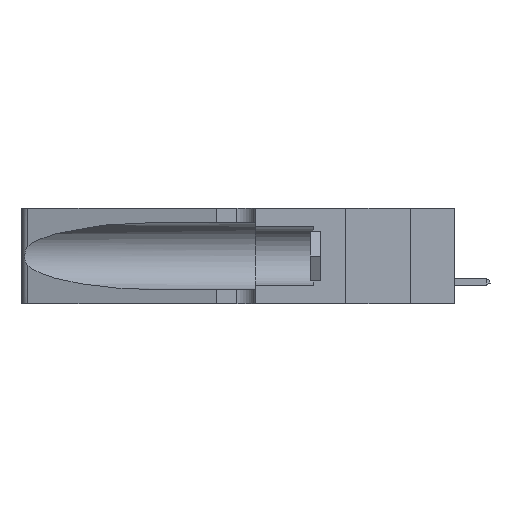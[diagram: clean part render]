
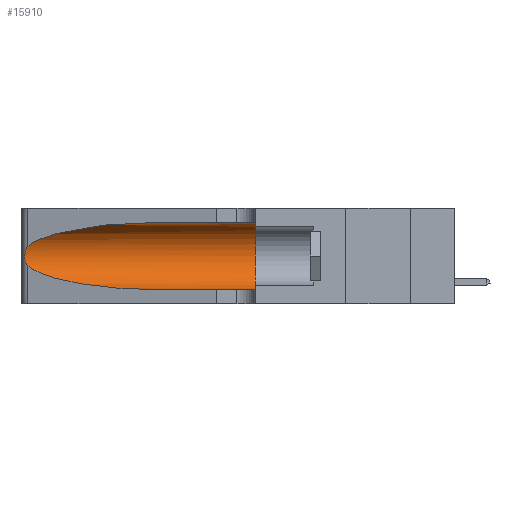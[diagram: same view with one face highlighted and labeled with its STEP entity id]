
A CAD part, left-side view. The second image highlights one B-rep face of the part: STEP entity #15910.
In plain terms, the highlighted cylindrical face has radius 3.308 mm (diameter 6.617 mm), a partial arc.
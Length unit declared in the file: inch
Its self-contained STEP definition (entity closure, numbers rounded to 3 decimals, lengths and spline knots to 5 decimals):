
#654 = EDGE_CURVE ( 'NONE', #22194, #10584, #27608, .T. ) ;
#1131 = CARTESIAN_POINT ( 'NONE',  ( 0.25856, 1.23593, 0.16098 ) ) ;
#1886 = ORIENTED_EDGE ( 'NONE', *, *, #9095, .T. ) ;
#2051 = CARTESIAN_POINT ( 'NONE',  ( 0.2373, 1.15595, 0.28018 ) ) ;
#2682 = DIRECTION ( 'NONE',  ( 0., -1., 0. ) ) ;
#3177 = CIRCLE ( 'NONE', #17259, 0.13025 ) ;
#3293 = CARTESIAN_POINT ( 'NONE',  ( 0.26075, 1.23896, 0.178 ) ) ;
#3446 = DIRECTION ( 'NONE',  ( 0., -1., 0. ) ) ;
#3562 = CARTESIAN_POINT ( 'NONE',  ( 0.26075, 1.23896, 0.19203 ) ) ;
#4027 = ORIENTED_EDGE ( 'NONE', *, *, #6585, .F. ) ;
#4119 = VERTEX_POINT ( 'NONE', #17629 ) ;
#4306 = CARTESIAN_POINT ( 'NONE',  ( 0.25487, 1.22718, 0.22369 ) ) ;
#4396 = DIRECTION ( 'NONE',  ( 0., 1., 0. ) ) ;
#4699 = VERTEX_POINT ( 'NONE', #26554 ) ;
#6585 = EDGE_CURVE ( 'NONE', #22414, #10584, #3177, .T. ) ;
#7052 = CARTESIAN_POINT ( 'NONE',  ( 0.18966, 0.96281, 0.05475 ) ) ;
#7652 = CARTESIAN_POINT ( 'NONE',  ( 0.25487, 1.22718, 0.14631 ) ) ;
#7739 = CARTESIAN_POINT ( 'NONE',  ( 0.25787, 1.23484, 0.2124 ) ) ;
#7830 = CARTESIAN_POINT ( 'NONE',  ( 0.25487, 1.22718, 0.22369 ) ) ;
#8183 = VECTOR ( 'NONE', #3446, 39.37008 ) ;
#8394 = CARTESIAN_POINT ( 'NONE',  ( 0.18966, 0.96281, 0.31525 ) ) ;
#8938 = CARTESIAN_POINT ( 'NONE',  ( 0.1305, 0.72297, 0.05475 ) ) ;
#9041 = CARTESIAN_POINT ( 'NONE',  ( 0.25487, 1.22718, 0.14631 ) ) ;
#9095 = EDGE_CURVE ( 'NONE', #4119, #17761, #24742, .T. ) ;
#9908 = CARTESIAN_POINT ( 'NONE',  ( 0.25639, 1.23186, 0.15144 ) ) ;
#10584 = VERTEX_POINT ( 'NONE', #25232 ) ;
#11173 = CARTESIAN_POINT ( 'NONE',  ( 0.1305, 0.72297, 0.05475 ) ) ;
#12138 = CARTESIAN_POINT ( 'NONE',  ( 0.26018, 1.23835, 0.19895 ) ) ;
#12232 = CARTESIAN_POINT ( 'NONE',  ( 0.25639, 1.23184, 0.21858 ) ) ;
#13315 = CARTESIAN_POINT ( 'NONE',  ( 0.1305, 1.61858, 0.185 ) ) ;
#14006 = CARTESIAN_POINT ( 'NONE',  ( 0.25854, 1.2359, 0.20912 ) ) ;
#14741 = EDGE_LOOP ( 'NONE', ( #21163, #1886, #19957, #16972, #4027, #23683 ) ) ;
#15553 = CARTESIAN_POINT ( 'NONE',  ( 0.1305, 1.61858, 0.05475 ) ) ;
#15910 = ADVANCED_FACE ( 'NONE', ( #25585 ), #24587, .F. ) ;
#16177 = CARTESIAN_POINT ( 'NONE',  ( 0.25789, 1.23486, 0.15765 ) ) ;
#16230 = LINE ( 'NONE', #18582, #8183 ) ;
#16890 = CARTESIAN_POINT ( 'NONE',  ( 0.1305, 0.72297, 0.31525 ) ) ;
#16972 = ORIENTED_EDGE ( 'NONE', *, *, #654, .T. ) ;
#17254 = CARTESIAN_POINT ( 'NONE',  ( 0.1305, 0.35, 0.185 ) ) ;
#17259 = AXIS2_PLACEMENT_3D ( 'NONE', #17254, #4396, #19391 ) ;
#17433 = DIRECTION ( 'NONE',  ( 0., 0., -1. ) ) ;
#17629 = CARTESIAN_POINT ( 'NONE',  ( 0.25487, 1.22718, 0.22369 ) ) ;
#17761 = VERTEX_POINT ( 'NONE', #17791 ) ;
#17791 = CARTESIAN_POINT ( 'NONE',  ( 0.25487, 1.22718, 0.14631 ) ) ;
#18326 = CARTESIAN_POINT ( 'NONE',  ( 0.25555, 1.22993, 0.14849 ) ) ;
#18582 = CARTESIAN_POINT ( 'NONE',  ( 0.1305, 1.61858, 0.31525 ) ) ;
#18872 = EDGE_CURVE ( 'NONE', #4699, #4119, #22687, .T. ) ;
#19391 = DIRECTION ( 'NONE',  ( 0., 0., 1. ) ) ;
#19568 = CARTESIAN_POINT ( 'NONE',  ( 0.2373, 1.15595, 0.08982 ) ) ;
#19930 = DIRECTION ( 'NONE',  ( 0., -1., 0. ) ) ;
#19957 = ORIENTED_EDGE ( 'NONE', *, *, #24214, .T. ) ;
#20433 = AXIS2_PLACEMENT_3D ( 'NONE', #13315, #19930, #17433 ) ;
#20531 = CARTESIAN_POINT ( 'NONE',  ( 0.25555, 1.22994, 0.2215 ) ) ;
#20616 = CARTESIAN_POINT ( 'NONE',  ( 0.26017, 1.23833, 0.17102 ) ) ;
#21163 = ORIENTED_EDGE ( 'NONE', *, *, #18872, .T. ) ;
#21267 = VECTOR ( 'NONE', #2682, 39.37008 ) ;
#22194 = VERTEX_POINT ( 'NONE', #8938 ) ;
#22414 = VERTEX_POINT ( 'NONE', #24755 ) ;
#22687 =( BOUNDED_CURVE ( )  B_SPLINE_CURVE ( 3, ( #16890, #8394, #2051, #4306 ),
 .UNSPECIFIED., .F., .F. ) 
 B_SPLINE_CURVE_WITH_KNOTS ( ( 4, 4 ),
 ( 1.5708, 2.84003 ),
 .UNSPECIFIED. ) 
 CURVE ( )  GEOMETRIC_REPRESENTATION_ITEM ( )  RATIONAL_B_SPLINE_CURVE ( ( 1., 0.87, 0.87, 1. ) ) 
 REPRESENTATION_ITEM ( '' )  );
#23021 = EDGE_CURVE ( 'NONE', #4699, #22414, #16230, .T. ) ;
#23683 = ORIENTED_EDGE ( 'NONE', *, *, #23021, .F. ) ;
#23865 =( BOUNDED_CURVE ( )  B_SPLINE_CURVE ( 3, ( #9041, #19568, #7052, #11173 ),
 .UNSPECIFIED., .F., .F. ) 
 B_SPLINE_CURVE_WITH_KNOTS ( ( 4, 4 ),
 ( 3.44316, 4.71239 ),
 .UNSPECIFIED. ) 
 CURVE ( )  GEOMETRIC_REPRESENTATION_ITEM ( )  RATIONAL_B_SPLINE_CURVE ( ( 1., 0.87, 0.87, 1. ) ) 
 REPRESENTATION_ITEM ( '' )  );
#24214 = EDGE_CURVE ( 'NONE', #17761, #22194, #23865, .T. ) ;
#24587 = CYLINDRICAL_SURFACE ( 'NONE', #20433, 0.13025 ) ;
#24742 = B_SPLINE_CURVE_WITH_KNOTS ( 'NONE', 3,
 ( #7830, #20531, #12232, #7739, #14006, #12138, #3562, #3293, #20616, #1131, #16177, #9908, #18326, #7652 ),
 .UNSPECIFIED., .F., .F.,
 ( 4, 2, 2, 2, 2, 2, 4 ),
 ( 0., 0.00027, 0.00053, 0.00107, 0.0016, 0.00187, 0.00214 ),
 .UNSPECIFIED. ) ;
#24755 = CARTESIAN_POINT ( 'NONE',  ( 0.1305, 0.35, 0.31525 ) ) ;
#25232 = CARTESIAN_POINT ( 'NONE',  ( 0.1305, 0.35, 0.05475 ) ) ;
#25585 = FACE_OUTER_BOUND ( 'NONE', #14741, .T. ) ;
#26554 = CARTESIAN_POINT ( 'NONE',  ( 0.1305, 0.72297, 0.31525 ) ) ;
#27608 = LINE ( 'NONE', #15553, #21267 ) ;
